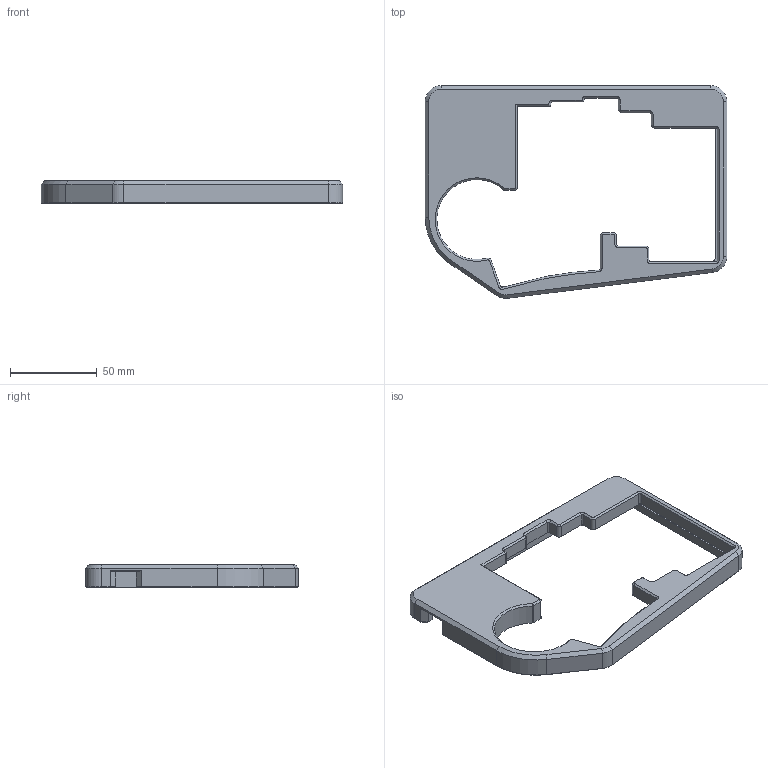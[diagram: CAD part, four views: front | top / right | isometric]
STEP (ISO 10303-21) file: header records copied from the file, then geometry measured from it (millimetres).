
FILE_DESCRIPTION(('FreeCAD Model'),'2;1');
FILE_NAME('Open CASCADE Shape Model','2025-03-24T19:24:20',(''),(''), 'Open CASCADE STEP processor 7.8','FreeCAD','Unknown');
FILE_SCHEMA(('AUTOMOTIVE_DESIGN { 1 0 10303 214 1 1 1 1 }'));
Length unit declared in the file: millimetre
Products named in the file (1): TopCase
Bounding box: 173.4 x 122.4 x 13 mm (x, y, z)
Volume: 58460.6 mm3; surface area: 32908.6 mm2
Topology: 1 solids, 1 shells, 218 faces, 569 edges, 360 vertices
Faces by surface type: plane 110, cylinder 71, cone 29, bspline 7, extrusion 1
Full cylindrical faces by diameter (mm): 3.2 x6
Entity records: 7050 total; most frequent: CARTESIAN_POINT 1600, DIRECTION 1146, ORIENTED_EDGE 1138, EDGE_CURVE 569, AXIS2_PLACEMENT_3D 391, VECTOR 364, LINE 363, VERTEX_POINT 360
